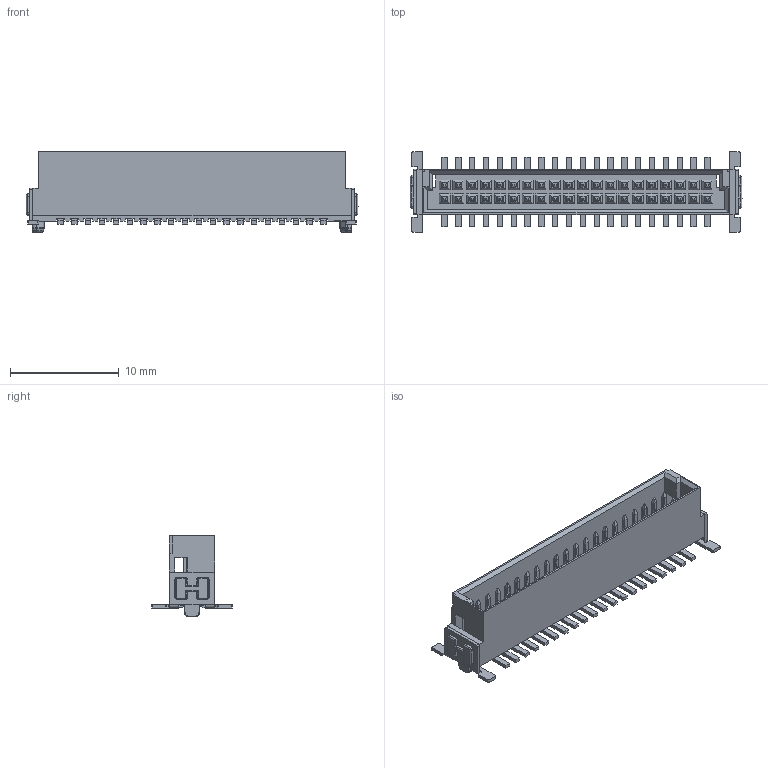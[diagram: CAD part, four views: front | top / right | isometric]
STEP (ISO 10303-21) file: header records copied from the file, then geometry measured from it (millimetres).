
FILE_DESCRIPTION(('CATIA V5 STEP Exchange','CAx-IF Rec.Pracs.--- Model Styling and Organization---1.4--- 2014-01-23'),'2;1');
FILE_NAME ('D1463893_0_2747030000_2747030000.stp','2020-10-05T13:08:07+00:00',('none'),('Weidmueller'),'CATIA Version 5-6 Release 2016 SP3 HF44','CATIA V5 STEP AP214','none');
FILE_SCHEMA(('AUTOMOTIVE_DESIGN { 1 0 10303 214 1 1 1 1 }'));
Products named in the file (1): 2747030000
Bounding box: 30.48 x 7.38 x 7.38 mm (x, y, z)
Volume: 333.6 mm3; surface area: 1444.4 mm2
Topology: 1 solids, 1 shells, 2011 faces, 5462 edges, 3555 vertices
Faces by surface type: plane 1303, cylinder 454, bspline 132, torus 97, cone 25
Entity records: 75337 total; most frequent: CARTESIAN_POINT 28552, ORIENTED_EDGE 10916, DIRECTION 7182, EDGE_CURVE 5458, VECTOR 3817, LINE 3817, VERTEX_POINT 3556, EDGE_LOOP 2134
